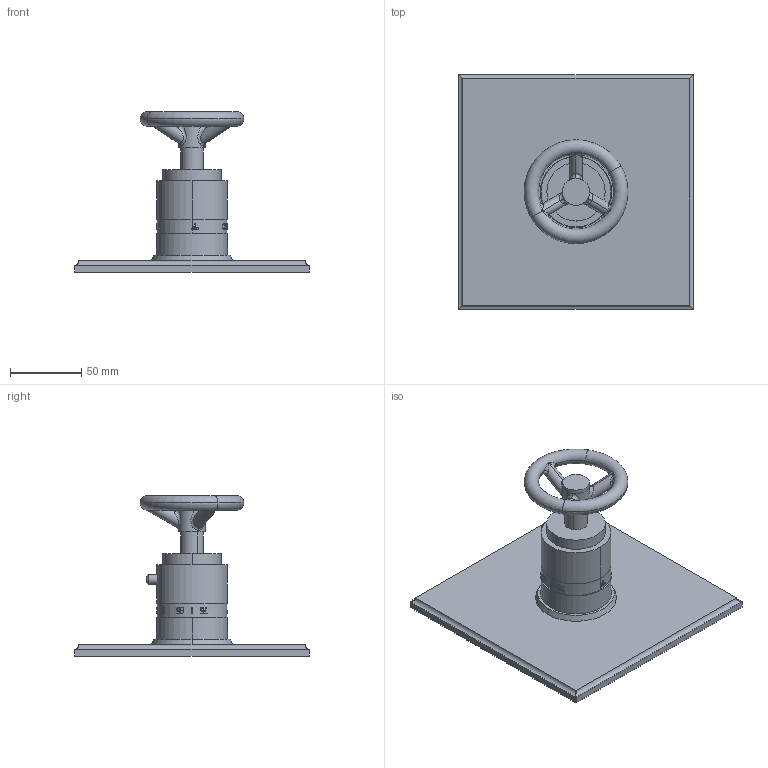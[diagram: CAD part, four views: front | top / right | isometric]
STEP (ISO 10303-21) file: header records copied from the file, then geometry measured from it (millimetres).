
FILE_DESCRIPTION((''),'2;1');
FILE_NAME('3-2924TS','2020-12-04T13:24:11',('jinson.thomas'),(''),'CREO PARAMETRIC BY PTC INC, 2018400','CREO PARAMETRIC BY PTC INC, 2018400','');
FILE_SCHEMA(('CONFIG_CONTROL_DESIGN'));
Length unit declared in the file: inch
Products named in the file (1): 3-2924TS
Bounding box: 165.1 x 165.1 x 112.86 mm (x, y, z)
Volume: 361825.9 mm3; surface area: 78421 mm2
Topology: 1 solids, 1 shells, 407 faces, 1127 edges, 740 vertices
Faces by surface type: plane 334, cylinder 45, bspline 18, torus 6, cone 2, sphere 2
Entity records: 15635 total; most frequent: CARTESIAN_POINT 6026, ORIENTED_EDGE 2250, DIRECTION 1613, EDGE_CURVE 1125, VERTEX_POINT 740, AXIS2_PLACEMENT_3D 567, VECTOR 479, LINE 479
